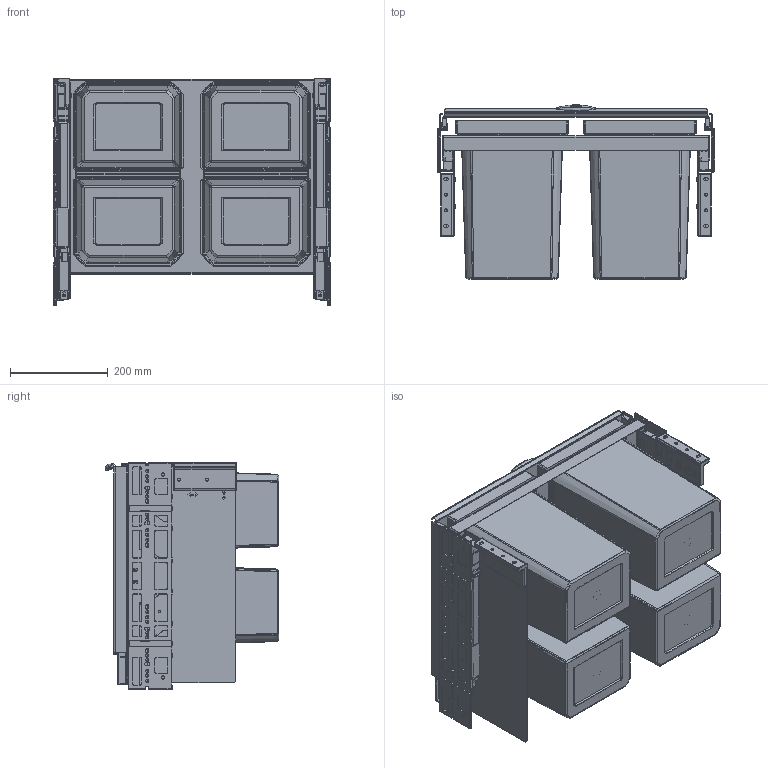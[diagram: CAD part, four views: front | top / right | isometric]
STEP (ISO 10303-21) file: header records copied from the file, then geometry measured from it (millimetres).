
FILE_DESCRIPTION(('STEP AP214'),'1');
FILE_NAME('8013316_V Cox Base 360 S_600-4.STP','2024-08-15T10:12:12',(' '),(' '),'Spatial InterOp 3D',' ',' ');
FILE_SCHEMA(('AUTOMOTIVE_DESIGN { 1 0 10303 214 1 1 1 1 }'));
Length unit declared in the file: millimetre
Products named in the file (1): 3D-Objekt
Bounding box: 568 x 355.76 x 464 mm (x, y, z)
Volume: 4860503.3 mm3; surface area: 3979207.5 mm2
Topology: 31 solids, 33 shells, 4580 faces, 11810 edges, 7382 vertices
Faces by surface type: plane 1866, cylinder 1700, torus 618, cone 154, bspline 128, sphere 82, extrusion 32
Entity records: 203076 total; most frequent: CARTESIAN_POINT 32197, DIRECTION 24418, ORIENTED_EDGE 23556, EDGE_CURVE 11778, STYLED_ITEM 10948, PRESENTATION_STYLE_ASSIGNMENT 10948, COLOUR_RGB 10948, CURVE_STYLE 10209
